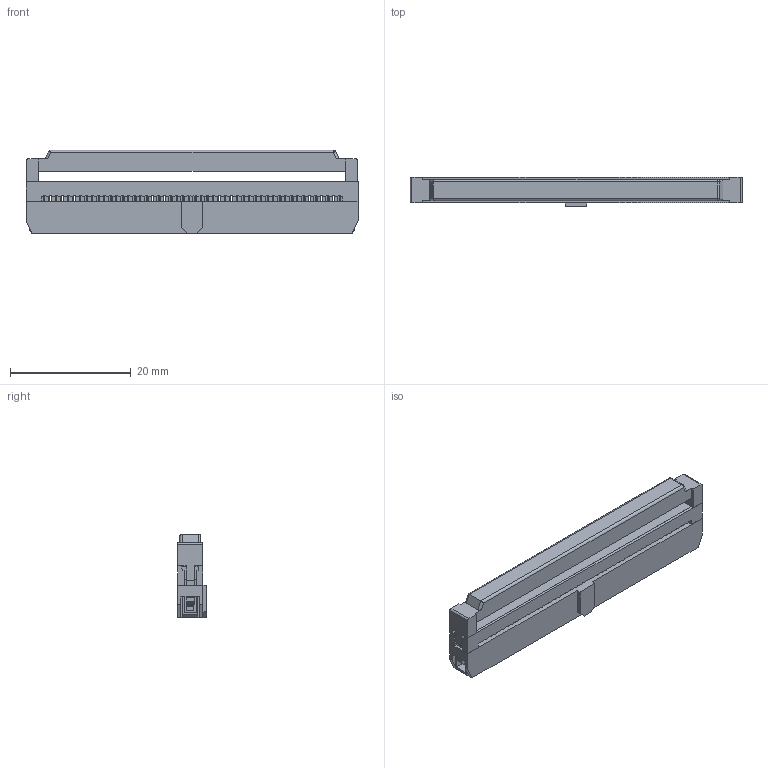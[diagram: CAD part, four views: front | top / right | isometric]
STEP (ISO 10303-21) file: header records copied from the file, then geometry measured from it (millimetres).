
FILE_DESCRIPTION( ( 'Unknown' ), '1' );
FILE_NAME( '62505023021.stp', 'Unknown', ( 'Unknown' ), ( 'Unknown' ), 'PSStep 15.0.49', 'Unknown', ' ' );
FILE_SCHEMA( ( 'AUTOMOTIVE_DESIGN { 1 0 10303 214 1 1 1 1 }' ) );
Length unit declared in the file: millimetre
Products named in the file (5): Assem1; 6250xx23021_PIN; 61205023021; 61205023021_PAD; 61205023021_Strain_relief
Assembly tree (53 placements, depth 2):
  Assem1
    6250xx23021_PIN  x50
    61205023021
    61205023021_PAD
    61205023021_Strain_relief
Bounding box: 55 x 4.8 x 13.85 mm (x, y, z)
Volume: 2216.1 mm3; surface area: 5547.3 mm2
Topology: 53 solids, 53 shells, 2991 faces, 8407 edges, 5516 vertices
Faces by surface type: plane 2080, cylinder 909, sphere 2
Entity records: 44785 total; most frequent: CARTESIAN_POINT 6284, ORIENTED_EDGE 6226, DIRECTION 5727, EDGE_CURVE 3113, LINE 2865, VECTOR 2865, VERTEX_POINT 1988, AXIS2_PLACEMENT_3D 1431
